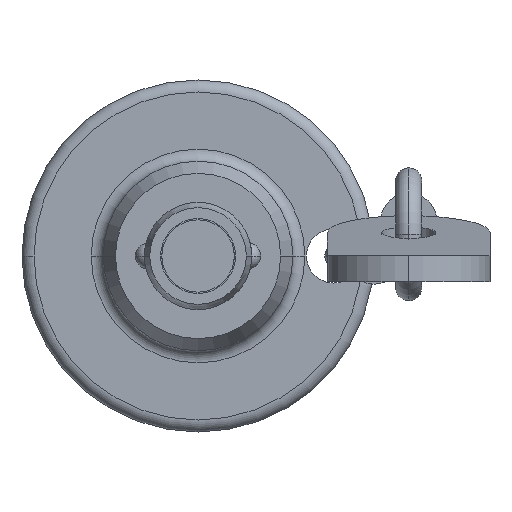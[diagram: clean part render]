
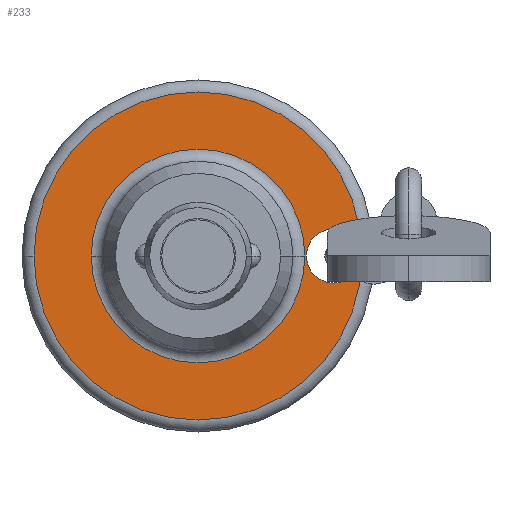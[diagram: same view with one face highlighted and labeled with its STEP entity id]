
A CAD part, left-side view. The second image highlights one B-rep face of the part: STEP entity #233.
In plain terms, the highlighted planar face has unit normal (-1, 0, 0).
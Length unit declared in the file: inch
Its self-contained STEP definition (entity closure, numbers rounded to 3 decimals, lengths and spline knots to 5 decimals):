
#19 = EDGE_CURVE ( 'NONE', #107, #106, #1069, .T. ) ;
#106 = VERTEX_POINT ( 'NONE', #1294 ) ;
#107 = VERTEX_POINT ( 'NONE', #1295 ) ;
#216 = EDGE_CURVE ( 'NONE', #106, #107, #1552, .T. ) ;
#217 = ORIENTED_EDGE ( 'NONE', *, *, #565, .T. ) ;
#220 = ORIENTED_EDGE ( 'NONE', *, *, #19, .T. ) ;
#221 = EDGE_LOOP ( 'NONE', ( #1030, #1040 ) ) ;
#224 = ORIENTED_EDGE ( 'NONE', *, *, #216, .T. ) ;
#233 = ADVANCED_FACE ( 'NONE', ( #1583, #1582, #1581 ), #1580, .F. ) ;
#358 = EDGE_CURVE ( 'NONE', #485, #493, #1762, .T. ) ;
#477 = EDGE_CURVE ( 'NONE', #493, #485, #1988, .T. ) ;
#485 = VERTEX_POINT ( 'NONE', #2026 ) ;
#493 = VERTEX_POINT ( 'NONE', #2012 ) ;
#554 = VERTEX_POINT ( 'NONE', #2141 ) ;
#557 = VERTEX_POINT ( 'NONE', #2135 ) ;
#565 = EDGE_CURVE ( 'NONE', #557, #554, #2181, .T. ) ;
#980 = EDGE_LOOP ( 'NONE', ( #224, #220 ) ) ;
#1029 = EDGE_CURVE ( 'NONE', #554, #557, #2996, .T. ) ;
#1030 = ORIENTED_EDGE ( 'NONE', *, *, #358, .T. ) ;
#1040 = ORIENTED_EDGE ( 'NONE', *, *, #477, .T. ) ;
#1041 = ORIENTED_EDGE ( 'NONE', *, *, #1029, .T. ) ;
#1067 = CARTESIAN_POINT ( 'NONE',  ( 1.0825, -0.3125, 0. ) ) ;
#1068 = AXIS2_PLACEMENT_3D ( 'NONE', #1067, #1132, #1131 ) ;
#1069 = CIRCLE ( 'NONE', #1068, 0.0625 ) ;
#1131 = DIRECTION ( 'NONE',  ( 0., 1., 0. ) ) ;
#1132 = DIRECTION ( 'NONE',  ( 1., 0., 0. ) ) ;
#1294 = CARTESIAN_POINT ( 'NONE',  ( 1.0825, -0.25, 0. ) ) ;
#1295 = CARTESIAN_POINT ( 'NONE',  ( 1.0825, -0.375, 0. ) ) ;
#1328 = EDGE_LOOP ( 'NONE', ( #1041, #217 ) ) ;
#1548 = DIRECTION ( 'NONE',  ( 0., 1., 0. ) ) ;
#1549 = DIRECTION ( 'NONE',  ( 1., 0., 0. ) ) ;
#1550 = CARTESIAN_POINT ( 'NONE',  ( 1.0825, -0.3125, 0. ) ) ;
#1551 = AXIS2_PLACEMENT_3D ( 'NONE', #1550, #1549, #1548 ) ;
#1552 = CIRCLE ( 'NONE', #1551, 0.0625 ) ;
#1575 = DIRECTION ( 'NONE',  ( 0., 1., 0. ) ) ;
#1576 = DIRECTION ( 'NONE',  ( 1., 0., 0. ) ) ;
#1577 = CARTESIAN_POINT ( 'NONE',  ( 1.0825, 0.21875, 0. ) ) ;
#1579 = AXIS2_PLACEMENT_3D ( 'NONE', #1577, #1576, #1575 ) ;
#1580 = PLANE ( 'NONE',  #1579 ) ;
#1581 = FACE_OUTER_BOUND ( 'NONE', #1328, .T. ) ;
#1582 = FACE_BOUND ( 'NONE', #221, .T. ) ;
#1583 = FACE_BOUND ( 'NONE', #980, .T. ) ;
#1758 = DIRECTION ( 'NONE',  ( 0., 1., 0. ) ) ;
#1759 = DIRECTION ( 'NONE',  ( 1., 0., 0. ) ) ;
#1760 = CARTESIAN_POINT ( 'NONE',  ( 1.0825, 0., 0. ) ) ;
#1761 = AXIS2_PLACEMENT_3D ( 'NONE', #1760, #1759, #1758 ) ;
#1762 = CIRCLE ( 'NONE', #1761, 0.24653 ) ;
#1984 = DIRECTION ( 'NONE',  ( 0., 1., 0. ) ) ;
#1985 = DIRECTION ( 'NONE',  ( 1., 0., 0. ) ) ;
#1986 = CARTESIAN_POINT ( 'NONE',  ( 1.0825, 0., 0. ) ) ;
#1987 = AXIS2_PLACEMENT_3D ( 'NONE', #1986, #1985, #1984 ) ;
#1988 = CIRCLE ( 'NONE', #1987, 0.24653 ) ;
#2012 = CARTESIAN_POINT ( 'NONE',  ( 1.0825, -0.24653, 0. ) ) ;
#2026 = CARTESIAN_POINT ( 'NONE',  ( 1.0825, 0.24653, 0. ) ) ;
#2135 = CARTESIAN_POINT ( 'NONE',  ( 1.0825, -0.37847, 0. ) ) ;
#2141 = CARTESIAN_POINT ( 'NONE',  ( 1.0825, 0.37847, 0. ) ) ;
#2177 = DIRECTION ( 'NONE',  ( 0., 1., 0. ) ) ;
#2178 = DIRECTION ( 'NONE',  ( -1., 0., 0. ) ) ;
#2179 = CARTESIAN_POINT ( 'NONE',  ( 1.0825, 0., 0. ) ) ;
#2180 = AXIS2_PLACEMENT_3D ( 'NONE', #2179, #2178, #2177 ) ;
#2181 = CIRCLE ( 'NONE', #2180, 0.37847 ) ;
#2992 = DIRECTION ( 'NONE',  ( 0., 1., 0. ) ) ;
#2993 = DIRECTION ( 'NONE',  ( -1., 0., 0. ) ) ;
#2994 = CARTESIAN_POINT ( 'NONE',  ( 1.0825, 0., 0. ) ) ;
#2995 = AXIS2_PLACEMENT_3D ( 'NONE', #2994, #2993, #2992 ) ;
#2996 = CIRCLE ( 'NONE', #2995, 0.37847 ) ;
